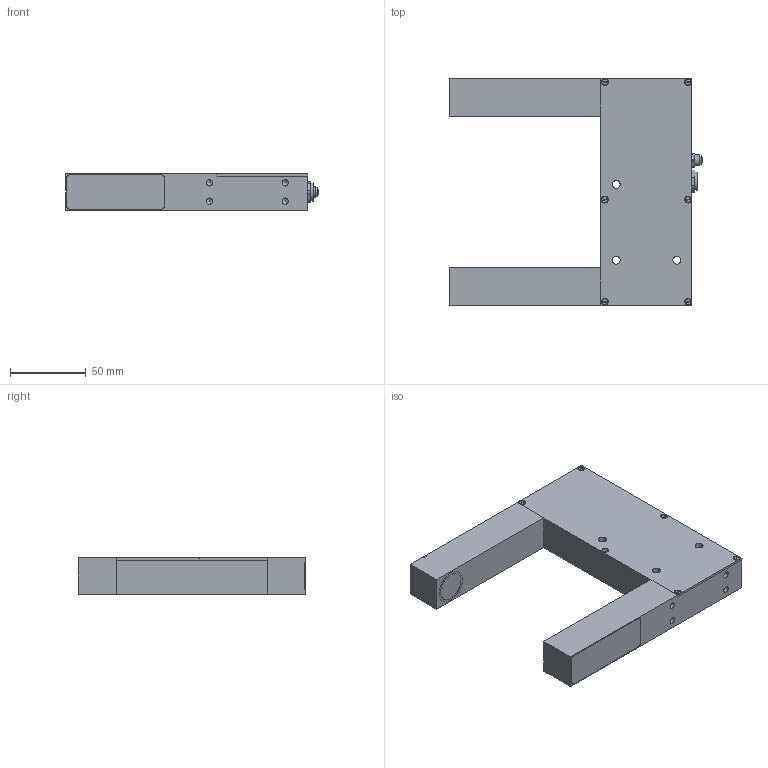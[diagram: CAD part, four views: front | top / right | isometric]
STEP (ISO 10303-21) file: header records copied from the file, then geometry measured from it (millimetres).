
FILE_DESCRIPTION(/* description */ (''),/* implementation_level */ '2;1');
FILE_NAME(/* name */ 'PGK00145.stp',/* time_stamp */ '2014-01-16T09:48:23+01:00',/* author */ ('galensa'),/* organization */ (''),/* preprocessor_version */ 'ST-DEVELOPER v15.2',/* originating_system */ 'Autodesk Inventor 2014',/* authorisation */ '');
FILE_SCHEMA (('AUTOMOTIVE_DESIGN { 1 0 10303 214 3 1 1 }'));
Length unit declared in the file: millimetre
Products named in the file (1): PGK00145
Bounding box: 167 x 150 x 24 mm (x, y, z)
Volume: 333632.5 mm3; surface area: 51412.8 mm2
Topology: 2 solids, 3 shells, 276 faces, 622 edges, 411 vertices
Faces by surface type: plane 130, cylinder 96, cone 45, sphere 4, torus 1
Full cylindrical faces by diameter (mm): 0.5 x4, 1 x8, 2.8 x4, 3.2 x4, 4.134 x8, 5 x1, 5.2 x3, 6 x2, 7 x1, 7.05 x1, 7.5 x1, 8.5 x1, 11 x1, 11.1 x1, 19 x2, 19.05 x1, 19.1 x1, 21 x1, 21.1 x1, 21.9 x1, 22 x1, 23 x1, 23.1 x1
Entity records: 6973 total; most frequent: CARTESIAN_POINT 1249, DIRECTION 1243, ORIENTED_EDGE 1006, AXIS2_PLACEMENT_3D 513, EDGE_CURVE 503, EDGE_LOOP 416, VERTEX_POINT 367, FACE_OUTER_BOUND 276
